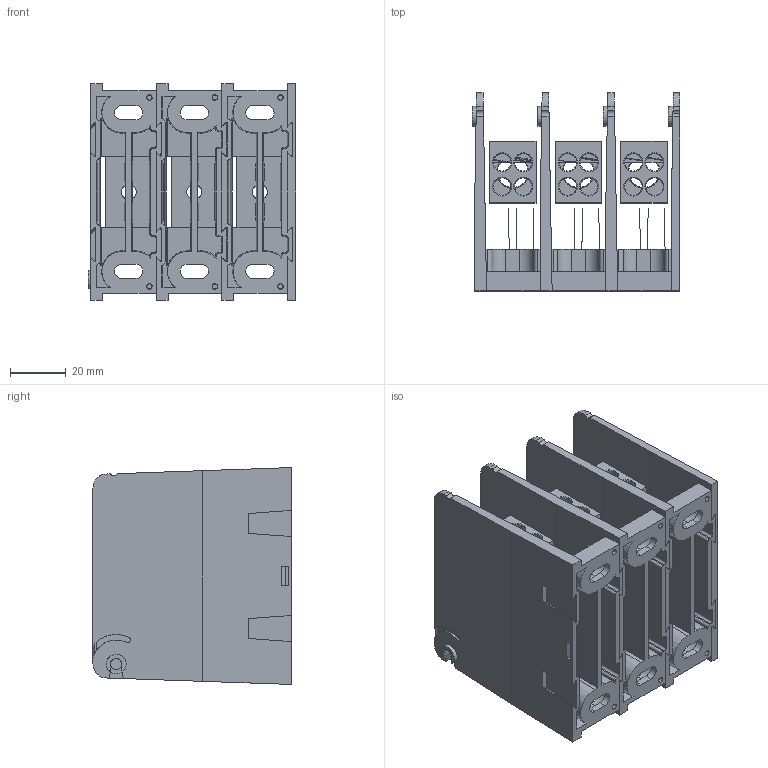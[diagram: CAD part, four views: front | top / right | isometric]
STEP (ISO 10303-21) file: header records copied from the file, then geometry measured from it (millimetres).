
FILE_DESCRIPTION (( 'STEP AP214' ), '1' );
FILE_NAME ('701951rev-3P.STEP', '2015-06-18T19:20:05', ( '' ), ( '' ), 'SwSTEP 2.0', 'SolidWorks 2014', '' );
FILE_SCHEMA (( 'AUTOMOTIVE_DESIGN' ));
Length unit declared in the file: inch
Products named in the file (1): 701951rev-3P
Bounding box: 74.78 x 71.37 x 78.11 mm (x, y, z)
Surface area: 79381.9 mm2 (no closed solid volume)
Topology: 0 solids, 25 shells, 575 faces, 2042 edges, 1458 vertices
Faces by surface type: plane 279, cylinder 203, cone 93
Entity records: 33667 total; most frequent: CARTESIAN_POINT 9473, ORIENTED_EDGE 3449, DIRECTION 3187, EDGE_CURVE 2042, VERTEX_POINT 1458, LINE 1253, VECTOR 1253, AXIS2_PLACEMENT_3D 967
